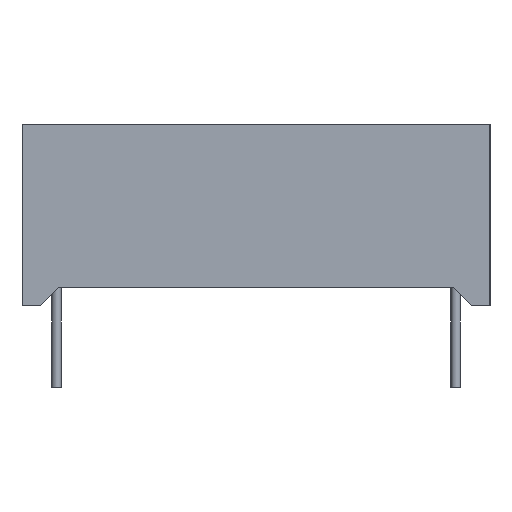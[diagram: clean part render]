
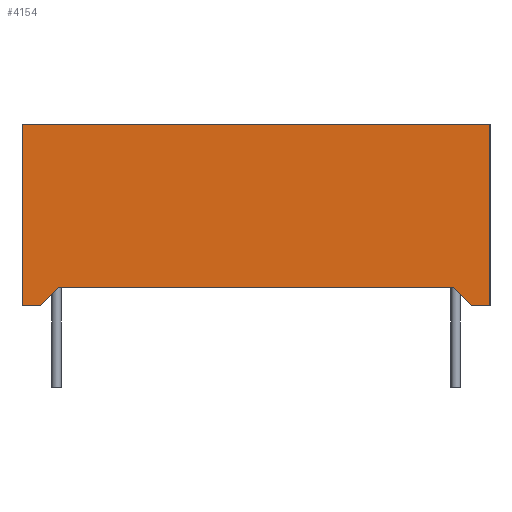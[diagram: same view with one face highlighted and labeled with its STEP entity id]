
A CAD part, left-side view. The second image highlights one B-rep face of the part: STEP entity #4154.
In plain terms, the highlighted planar face has unit normal (-1, 0, 0).
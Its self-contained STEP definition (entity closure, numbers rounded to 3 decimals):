
#3208 = VERTEX_POINT('',#3209);
#3209 = CARTESIAN_POINT('',(-17.9,12.9,0.));
#3215 = EDGE_CURVE('',#3208,#3216,#3218,.T.);
#3216 = VERTEX_POINT('',#3217);
#3217 = CARTESIAN_POINT('',(-17.9,12.9,10.));
#3218 = LINE('',#3219,#3220);
#3219 = CARTESIAN_POINT('',(-17.9,12.9,0.));
#3220 = VECTOR('',#3221,1.);
#3221 = DIRECTION('',(0.,0.,1.));
#3835 = EDGE_CURVE('',#3836,#3216,#3838,.T.);
#3836 = VERTEX_POINT('',#3837);
#3837 = CARTESIAN_POINT('',(-17.9,-12.9,10.));
#3838 = LINE('',#3839,#3840);
#3839 = CARTESIAN_POINT('',(-17.9,-12.9,10.));
#3840 = VECTOR('',#3841,1.);
#3841 = DIRECTION('',(0.,1.,0.));
#4154 = ADVANCED_FACE('',(#4155),#4205,.T.);
#4155 = FACE_BOUND('',#4156,.T.);
#4156 = EDGE_LOOP('',(#4157,#4167,#4175,#4183,#4191,#4197,#4198,#4199));
#4157 = ORIENTED_EDGE('',*,*,#4158,.F.);
#4158 = EDGE_CURVE('',#4159,#4161,#4163,.T.);
#4159 = VERTEX_POINT('',#4160);
#4160 = CARTESIAN_POINT('',(-17.9,10.9,1.));
#4161 = VERTEX_POINT('',#4162);
#4162 = CARTESIAN_POINT('',(-17.9,11.9,0.));
#4163 = LINE('',#4164,#4165);
#4164 = CARTESIAN_POINT('',(-17.9,5.7,6.2));
#4165 = VECTOR('',#4166,1.);
#4166 = DIRECTION('',(0.,0.707,-0.707));
#4167 = ORIENTED_EDGE('',*,*,#4168,.F.);
#4168 = EDGE_CURVE('',#4169,#4159,#4171,.T.);
#4169 = VERTEX_POINT('',#4170);
#4170 = CARTESIAN_POINT('',(-17.9,-10.9,1.));
#4171 = LINE('',#4172,#4173);
#4172 = CARTESIAN_POINT('',(-17.9,-1.,1.));
#4173 = VECTOR('',#4174,1.);
#4174 = DIRECTION('',(0.,1.,0.));
#4175 = ORIENTED_EDGE('',*,*,#4176,.F.);
#4176 = EDGE_CURVE('',#4177,#4169,#4179,.T.);
#4177 = VERTEX_POINT('',#4178);
#4178 = CARTESIAN_POINT('',(-17.9,-11.9,0.));
#4179 = LINE('',#4180,#4181);
#4180 = CARTESIAN_POINT('',(-17.9,-11.65,0.25));
#4181 = VECTOR('',#4182,1.);
#4182 = DIRECTION('',(0.,0.707,0.707));
#4183 = ORIENTED_EDGE('',*,*,#4184,.F.);
#4184 = EDGE_CURVE('',#4185,#4177,#4187,.T.);
#4185 = VERTEX_POINT('',#4186);
#4186 = CARTESIAN_POINT('',(-17.9,-12.9,0.));
#4187 = LINE('',#4188,#4189);
#4188 = CARTESIAN_POINT('',(-17.9,-12.9,0.));
#4189 = VECTOR('',#4190,1.);
#4190 = DIRECTION('',(0.,1.,0.));
#4191 = ORIENTED_EDGE('',*,*,#4192,.T.);
#4192 = EDGE_CURVE('',#4185,#3836,#4193,.T.);
#4193 = LINE('',#4194,#4195);
#4194 = CARTESIAN_POINT('',(-17.9,-12.9,0.));
#4195 = VECTOR('',#4196,1.);
#4196 = DIRECTION('',(0.,0.,1.));
#4197 = ORIENTED_EDGE('',*,*,#3835,.T.);
#4198 = ORIENTED_EDGE('',*,*,#3215,.F.);
#4199 = ORIENTED_EDGE('',*,*,#4200,.F.);
#4200 = EDGE_CURVE('',#4161,#3208,#4201,.T.);
#4201 = LINE('',#4202,#4203);
#4202 = CARTESIAN_POINT('',(-17.9,-12.9,0.));
#4203 = VECTOR('',#4204,1.);
#4204 = DIRECTION('',(0.,1.,0.));
#4205 = PLANE('',#4206);
#4206 = AXIS2_PLACEMENT_3D('',#4207,#4208,#4209);
#4207 = CARTESIAN_POINT('',(-17.9,-12.9,0.));
#4208 = DIRECTION('',(-1.,0.,0.));
#4209 = DIRECTION('',(0.,1.,0.));
